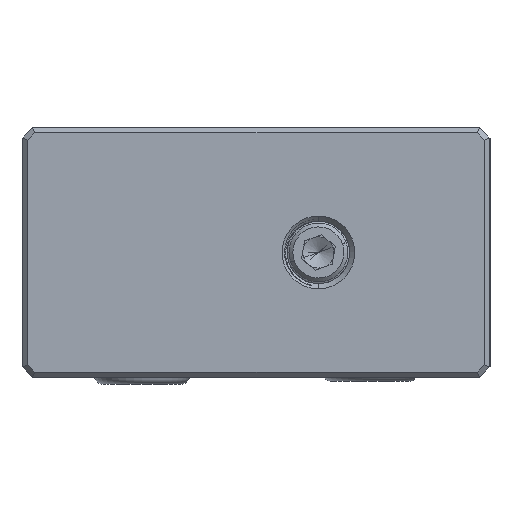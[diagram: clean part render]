
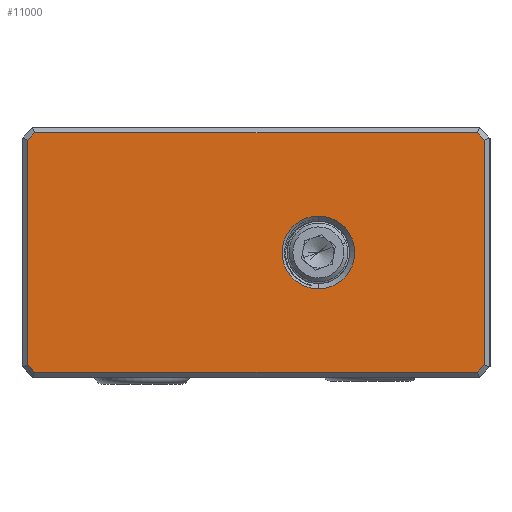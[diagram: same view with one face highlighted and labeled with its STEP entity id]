
A CAD part, front view. The second image highlights one B-rep face of the part: STEP entity #11000.
In plain terms, the highlighted planar face has unit normal (0, -1, 0).
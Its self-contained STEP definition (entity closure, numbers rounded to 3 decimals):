
#177 = CIRCLE ( 'NONE', #32152, 3.5 ) ;
#2239 = PLANE ( 'NONE',  #32060 ) ;
#2240 = CARTESIAN_POINT ( 'NONE',  ( 0., 74.979, 0. ) ) ;
#2241 = DIRECTION ( 'NONE',  ( 0., 1., 0. ) ) ;
#2242 = DIRECTION ( 'NONE',  ( -1., 0., 0. ) ) ;
#3212 = CARTESIAN_POINT ( 'NONE',  ( 380.594, 74.979, 3.5 ) ) ;
#3213 = CARTESIAN_POINT ( 'NONE',  ( 380.594, 74.979, -3.5 ) ) ;
#3472 = CARTESIAN_POINT ( 'NONE',  ( 395.887, 74.979, 11.5 ) ) ;
#3473 = CARTESIAN_POINT ( 'NONE',  ( 353.301, 74.979, 11.5 ) ) ;
#3474 = CARTESIAN_POINT ( 'NONE',  ( 352.594, 74.979, 10.793 ) ) ;
#3475 = CARTESIAN_POINT ( 'NONE',  ( 352.594, 74.979, -10.793 ) ) ;
#3575 = CARTESIAN_POINT ( 'NONE',  ( 380.594, 74.979, 0. ) ) ;
#3576 = DIRECTION ( 'NONE',  ( 0., 1., 0. ) ) ;
#3577 = DIRECTION ( 'NONE',  ( -1., 0., 0. ) ) ;
#5971 = VERTEX_POINT ( 'NONE', #20059 ) ;
#5975 = VERTEX_POINT ( 'NONE', #20063 ) ;
#5976 = VERTEX_POINT ( 'NONE', #20064 ) ;
#5997 = VERTEX_POINT ( 'NONE', #20085 ) ;
#7182 = EDGE_CURVE ( 'NONE', #12498, #12499, #22395, .T. ) ;
#7183 = EDGE_CURVE ( 'NONE', #12497, #12498, #22398, .T. ) ;
#7184 = EDGE_CURVE ( 'NONE', #12499, #12500, #22401, .T. ) ;
#7185 = EDGE_CURVE ( 'NONE', #12500, #5971, #22404, .T. ) ;
#7186 = EDGE_CURVE ( 'NONE', #5971, #5975, #22407, .T. ) ;
#7187 = EDGE_CURVE ( 'NONE', #5975, #5976, #22410, .T. ) ;
#7188 = EDGE_CURVE ( 'NONE', #5976, #5997, #22413, .T. ) ;
#7189 = EDGE_CURVE ( 'NONE', #5997, #12497, #22416, .T. ) ;
#7190 = EDGE_CURVE ( 'NONE', #12237, #12238, #13233, .T. ) ;
#8100 = ORIENTED_EDGE ( 'NONE', *, *, #7183, .T. ) ;
#8101 = ORIENTED_EDGE ( 'NONE', *, *, #7184, .T. ) ;
#8102 = ORIENTED_EDGE ( 'NONE', *, *, #7182, .T. ) ;
#8103 = ORIENTED_EDGE ( 'NONE', *, *, #7185, .T. ) ;
#8104 = ORIENTED_EDGE ( 'NONE', *, *, #7186, .T. ) ;
#8105 = ORIENTED_EDGE ( 'NONE', *, *, #7187, .T. ) ;
#8106 = ORIENTED_EDGE ( 'NONE', *, *, #7188, .T. ) ;
#8107 = ORIENTED_EDGE ( 'NONE', *, *, #7189, .T. ) ;
#8109 = ORIENTED_EDGE ( 'NONE', *, *, #7190, .T. ) ;
#8110 = ORIENTED_EDGE ( 'NONE', *, *, #12845, .T. ) ;
#11000 = ADVANCED_FACE ( 'NONE', ( #32056, #32054 ), #2239, .F. ) ;
#12237 = VERTEX_POINT ( 'NONE', #3212 ) ;
#12238 = VERTEX_POINT ( 'NONE', #3213 ) ;
#12497 = VERTEX_POINT ( 'NONE', #3472 ) ;
#12498 = VERTEX_POINT ( 'NONE', #3473 ) ;
#12499 = VERTEX_POINT ( 'NONE', #3474 ) ;
#12500 = VERTEX_POINT ( 'NONE', #3475 ) ;
#12845 = EDGE_CURVE ( 'NONE', #12238, #12237, #177, .T. ) ;
#13233 = CIRCLE ( 'NONE', #21568, 3.5 ) ;
#13497 = EDGE_LOOP ( 'NONE', ( #8100, #8102, #8101, #8103, #8104, #8105, #8106, #8107 ) ) ;
#13498 = EDGE_LOOP ( 'NONE', ( #8110, #8109 ) ) ;
#20059 = CARTESIAN_POINT ( 'NONE',  ( 353.301, 74.979, -11.5 ) ) ;
#20063 = CARTESIAN_POINT ( 'NONE',  ( 395.887, 74.979, -11.5 ) ) ;
#20064 = CARTESIAN_POINT ( 'NONE',  ( 396.594, 74.979, -10.793 ) ) ;
#20085 = CARTESIAN_POINT ( 'NONE',  ( 396.594, 74.979, 10.793 ) ) ;
#21568 = AXIS2_PLACEMENT_3D ( 'NONE', #22388, #22419, #22420 ) ;
#21569 = VECTOR ( 'NONE', #22397, 1000. ) ;
#21570 = VECTOR ( 'NONE', #22400, 1000. ) ;
#21571 = VECTOR ( 'NONE', #22403, 1000. ) ;
#21572 = VECTOR ( 'NONE', #22406, 1000. ) ;
#21573 = VECTOR ( 'NONE', #22409, 1000. ) ;
#21574 = VECTOR ( 'NONE', #22412, 1000. ) ;
#21575 = VECTOR ( 'NONE', #22415, 1000. ) ;
#21576 = VECTOR ( 'NONE', #22418, 1000. ) ;
#22388 = CARTESIAN_POINT ( 'NONE',  ( 380.594, 74.979, 0. ) ) ;
#22395 = LINE ( 'NONE', #22396, #21569 ) ;
#22396 = CARTESIAN_POINT ( 'NONE',  ( 352.448, 74.979, 10.646 ) ) ;
#22397 = DIRECTION ( 'NONE',  ( -0.707, 0., -0.707 ) ) ;
#22398 = LINE ( 'NONE', #22399, #21570 ) ;
#22399 = CARTESIAN_POINT ( 'NONE',  ( 353.094, 74.979, 11.5 ) ) ;
#22400 = DIRECTION ( 'NONE',  ( -1., 0., 0. ) ) ;
#22401 = LINE ( 'NONE', #22402, #21571 ) ;
#22402 = CARTESIAN_POINT ( 'NONE',  ( 352.594, 74.979, -11. ) ) ;
#22403 = DIRECTION ( 'NONE',  ( 0., 0., -1. ) ) ;
#22404 = LINE ( 'NONE', #22405, #21572 ) ;
#22405 = CARTESIAN_POINT ( 'NONE',  ( 353.448, 74.979, -11.646 ) ) ;
#22406 = DIRECTION ( 'NONE',  ( 0.707, 0., -0.707 ) ) ;
#22407 = LINE ( 'NONE', #22408, #21573 ) ;
#22408 = CARTESIAN_POINT ( 'NONE',  ( 396.094, 74.979, -11.5 ) ) ;
#22409 = DIRECTION ( 'NONE',  ( 1., 0., 0. ) ) ;
#22410 = LINE ( 'NONE', #22411, #21574 ) ;
#22411 = CARTESIAN_POINT ( 'NONE',  ( 396.741, 74.979, -10.646 ) ) ;
#22412 = DIRECTION ( 'NONE',  ( 0.707, 0., 0.707 ) ) ;
#22413 = LINE ( 'NONE', #22414, #21575 ) ;
#22414 = CARTESIAN_POINT ( 'NONE',  ( 396.594, 74.979, 11. ) ) ;
#22415 = DIRECTION ( 'NONE',  ( 0., 0., 1. ) ) ;
#22416 = LINE ( 'NONE', #22417, #21576 ) ;
#22417 = CARTESIAN_POINT ( 'NONE',  ( 395.741, 74.979, 11.646 ) ) ;
#22418 = DIRECTION ( 'NONE',  ( -0.707, 0., 0.707 ) ) ;
#22419 = DIRECTION ( 'NONE',  ( 0., 1., 0. ) ) ;
#22420 = DIRECTION ( 'NONE',  ( -1., 0., 0. ) ) ;
#32054 = FACE_BOUND ( 'NONE', #13498, .T. ) ;
#32056 = FACE_OUTER_BOUND ( 'NONE', #13497, .T. ) ;
#32060 = AXIS2_PLACEMENT_3D ( 'NONE', #2240, #2241, #2242 ) ;
#32152 = AXIS2_PLACEMENT_3D ( 'NONE', #3575, #3576, #3577 ) ;
